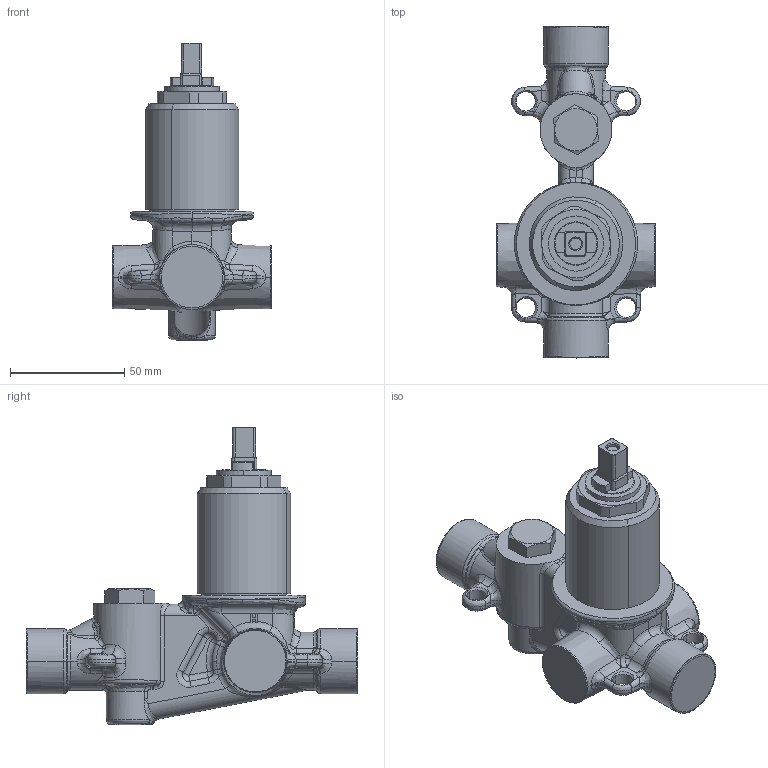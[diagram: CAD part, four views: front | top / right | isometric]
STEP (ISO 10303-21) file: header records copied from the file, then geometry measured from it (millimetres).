
FILE_DESCRIPTION (( 'STEP AP203' ), '1' );
FILE_NAME ('2327+50000900.STEP', '2018-07-16T12:16:57', ( '' ), ( '' ), 'SwSTEP 2.0', 'SolidWorks 2016', '' );
FILE_SCHEMA (( 'CONFIG_CONTROL_DESIGN' ));
Length unit declared in the file: millimetre
Products named in the file (1): 2327+50000900
Bounding box: 70 x 145.5 x 130.25 mm (x, y, z)
Volume: 233873 mm3; surface area: 34951.1 mm2
Topology: 1 solids, 1 shells, 548 faces, 1343 edges, 780 vertices
Faces by surface type: bspline 203, cylinder 146, plane 97, torus 43, cone 38, sphere 21
Entity records: 26338 total; most frequent: CARTESIAN_POINT 15465, ORIENTED_EDGE 2646, DIRECTION 1747, EDGE_CURVE 1323, VERTEX_POINT 780, AXIS2_PLACEMENT_3D 711, EDGE_LOOP 559, B_SPLINE_CURVE_WITH_KNOTS 552
